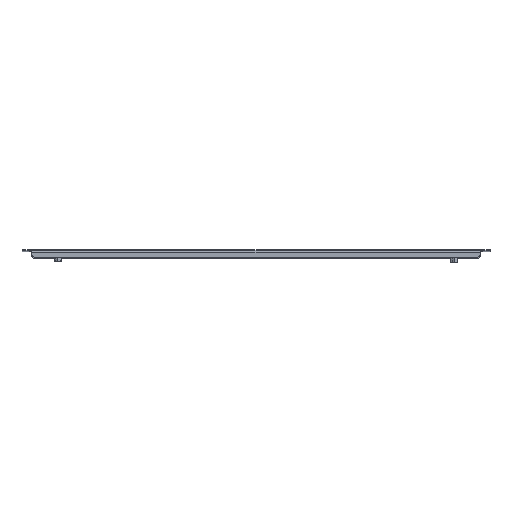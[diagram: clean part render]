
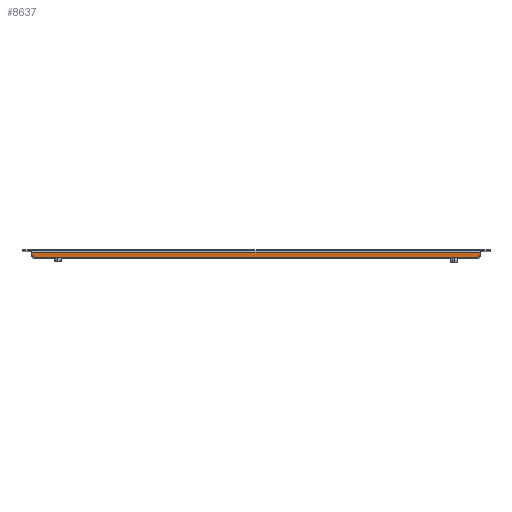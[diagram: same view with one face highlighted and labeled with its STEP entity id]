
A CAD part, top view. The second image highlights one B-rep face of the part: STEP entity #8637.
In plain terms, the highlighted planar face has unit normal (0, 0, 1).
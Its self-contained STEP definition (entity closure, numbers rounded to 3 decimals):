
#80 = CARTESIAN_POINT ( 'NONE',  ( 283., 23.978, 445. ) ) ;
#433 = EDGE_CURVE ( 'NONE', #4091, #8767, #7648, .T. ) ;
#506 = EDGE_CURVE ( 'NONE', #2465, #6697, #2138, .T. ) ;
#554 = CARTESIAN_POINT ( 'NONE',  ( 295., -10., 445. ) ) ;
#837 = PLANE ( 'NONE',  #5673 ) ;
#1290 = VERTEX_POINT ( 'NONE', #15288 ) ;
#2023 = DIRECTION ( 'NONE',  ( 0., -1., 0. ) ) ;
#2138 = LINE ( 'NONE', #5661, #4708 ) ;
#2316 = ORIENTED_EDGE ( 'NONE', *, *, #14328, .F. ) ;
#2325 = CARTESIAN_POINT ( 'NONE',  ( -283., -5., 445. ) ) ;
#2465 = VERTEX_POINT ( 'NONE', #2325 ) ;
#2790 = ORIENTED_EDGE ( 'NONE', *, *, #506, .F. ) ;
#2826 = VERTEX_POINT ( 'NONE', #7036 ) ;
#2862 = EDGE_CURVE ( 'NONE', #8767, #2826, #9325, .T. ) ;
#3213 = AXIS2_PLACEMENT_3D ( 'NONE', #10739, #8168, #2023 ) ;
#3739 = ORIENTED_EDGE ( 'NONE', *, *, #433, .T. ) ;
#4091 = VERTEX_POINT ( 'NONE', #6871 ) ;
#4523 = DIRECTION ( 'NONE',  ( 0., 1., 0. ) ) ;
#4708 = VECTOR ( 'NONE', #4523, 1000. ) ;
#4899 = EDGE_CURVE ( 'NONE', #1290, #6697, #9892, .T. ) ;
#4994 = CARTESIAN_POINT ( 'NONE',  ( 0., -3.5, 445. ) ) ;
#5528 = ORIENTED_EDGE ( 'NONE', *, *, #2862, .T. ) ;
#5634 = EDGE_CURVE ( 'NONE', #2465, #4091, #10881, .T. ) ;
#5661 = CARTESIAN_POINT ( 'NONE',  ( -283., 23.978, 445. ) ) ;
#5673 = AXIS2_PLACEMENT_3D ( 'NONE', #13942, #12910, #14175 ) ;
#5767 = DIRECTION ( 'NONE',  ( 0., 0., 1. ) ) ;
#6058 = DIRECTION ( 'NONE',  ( -1., 0., 0. ) ) ;
#6697 = VERTEX_POINT ( 'NONE', #10369 ) ;
#6871 = CARTESIAN_POINT ( 'NONE',  ( -278., -10., 445. ) ) ;
#7036 = CARTESIAN_POINT ( 'NONE',  ( 283., -5., 445. ) ) ;
#7374 = ORIENTED_EDGE ( 'NONE', *, *, #4899, .T. ) ;
#7648 = LINE ( 'NONE', #554, #12903 ) ;
#8168 = DIRECTION ( 'NONE',  ( 0., 0., 1. ) ) ;
#8235 = DIRECTION ( 'NONE',  ( 0., -1., 0. ) ) ;
#8637 = ADVANCED_FACE ( 'NONE', ( #12749 ), #837, .T. ) ;
#8707 = EDGE_LOOP ( 'NONE', ( #2790, #11869, #3739, #5528, #2316, #7374 ) ) ;
#8767 = VERTEX_POINT ( 'NONE', #14478 ) ;
#9325 = CIRCLE ( 'NONE', #14930, 5. ) ;
#9834 = LINE ( 'NONE', #80, #11102 ) ;
#9892 = LINE ( 'NONE', #4994, #10451 ) ;
#9980 = DIRECTION ( 'NONE',  ( 1., 0., 0. ) ) ;
#10369 = CARTESIAN_POINT ( 'NONE',  ( -283., -3.5, 445. ) ) ;
#10451 = VECTOR ( 'NONE', #6058, 1000. ) ;
#10725 = CARTESIAN_POINT ( 'NONE',  ( 278., -5., 445. ) ) ;
#10739 = CARTESIAN_POINT ( 'NONE',  ( -278., -5., 445. ) ) ;
#10881 = CIRCLE ( 'NONE', #3213, 5. ) ;
#11102 = VECTOR ( 'NONE', #12224, 1000. ) ;
#11869 = ORIENTED_EDGE ( 'NONE', *, *, #5634, .T. ) ;
#12224 = DIRECTION ( 'NONE',  ( 0., -1., 0. ) ) ;
#12749 = FACE_OUTER_BOUND ( 'NONE', #8707, .T. ) ;
#12903 = VECTOR ( 'NONE', #9980, 1000. ) ;
#12910 = DIRECTION ( 'NONE',  ( 0., 0., 1. ) ) ;
#13942 = CARTESIAN_POINT ( 'NONE',  ( 0., 441.978, 445. ) ) ;
#14175 = DIRECTION ( 'NONE',  ( 0., -1., 0. ) ) ;
#14328 = EDGE_CURVE ( 'NONE', #1290, #2826, #9834, .T. ) ;
#14478 = CARTESIAN_POINT ( 'NONE',  ( 278., -10., 445. ) ) ;
#14930 = AXIS2_PLACEMENT_3D ( 'NONE', #10725, #5767, #8235 ) ;
#15288 = CARTESIAN_POINT ( 'NONE',  ( 283., -3.5, 445. ) ) ;
